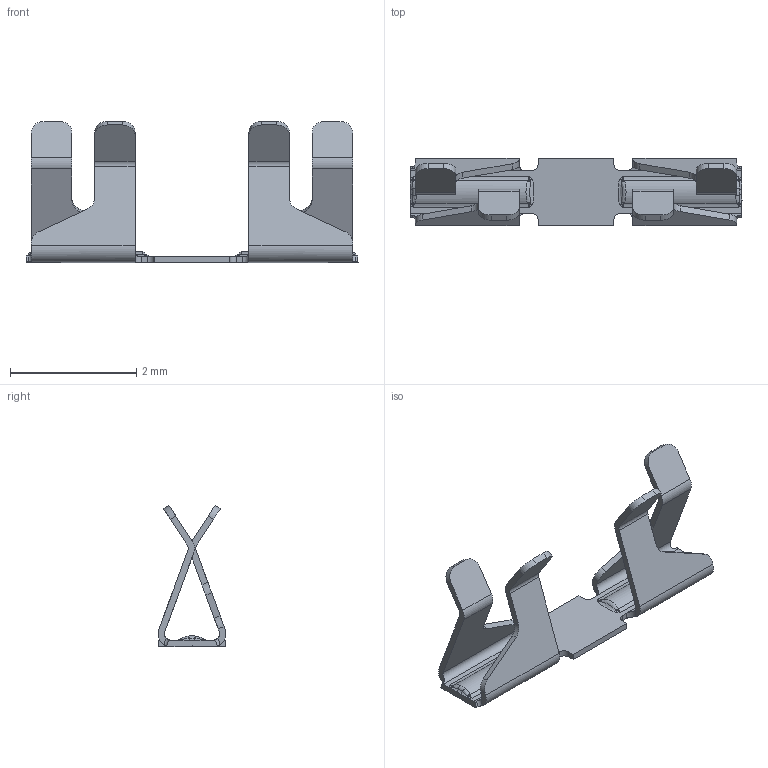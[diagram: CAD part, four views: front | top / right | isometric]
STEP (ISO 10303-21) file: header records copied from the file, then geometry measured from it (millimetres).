
FILE_DESCRIPTION(/* description */ (''),/* implementation_level */ '2;1');
FILE_NAME(/* name */ 'MSBOX_HARWIN_S1721-46.stp',/* time_stamp */ '2016-02-10T14:23:54+01:00',/* author */ ('riccim'),/* organization */ (''),/* preprocessor_version */ 'ST-DEVELOPER v15.5',/* originating_system */ 'AutoCAD Mechanical',/* authorisation */ '');
FILE_SCHEMA (('AUTOMOTIVE_DESIGN { 1 0 10303 214 3 1 1 }'));
Length unit declared in the file: millimetre
Products named in the file (1): Product
Bounding box: 5.25 x 1.07 x 2.23 mm (x, y, z)
Volume: 1.3 mm3; surface area: 29.3 mm2
Topology: 1 solids, 1 shells, 184 faces, 478 edges, 296 vertices
Faces by surface type: bspline 60, cylinder 58, plane 54, torus 12
Entity records: 9088 total; most frequent: CARTESIAN_POINT 4921, ORIENTED_EDGE 956, DIRECTION 764, EDGE_CURVE 478, VERTEX_POINT 296, AXIS2_PLACEMENT_3D 279, LINE 206, VECTOR 206
